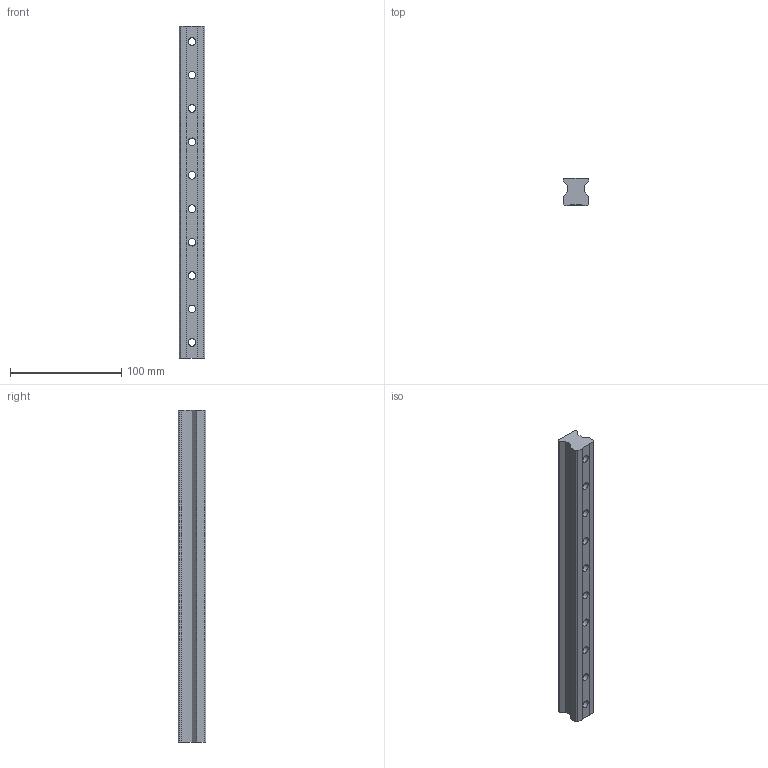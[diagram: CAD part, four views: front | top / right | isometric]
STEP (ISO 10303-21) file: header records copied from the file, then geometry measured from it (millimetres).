
FILE_DESCRIPTION (( 'STEP AP214' ), '1' );
FILE_NAME ('CAD_RMG25LC_Skena_Rollco.STEP', '2022-06-23T09:03:34', ( '' ), ( '' ), 'SwSTEP 2.0', 'SolidWorks 2021', '' );
FILE_SCHEMA (( 'AUTOMOTIVE_DESIGN' ));
Length unit declared in the file: millimetre
Products named in the file (2): CAD_RMG25LC_Skena_Rollco; Monoguida 25 clienti.stp
Assembly tree (1 placements, depth 2):
  CAD_RMG25LC_Skena_Rollco
    Monoguida 25 clienti.stp
Bounding box: 23 x 24.5 x 298 mm (x, y, z)
Volume: 127157.4 mm3; surface area: 36584.1 mm2
Topology: 1 solids, 1 shells, 72 faces, 180 edges, 120 vertices
Faces by surface type: bspline 50, plane 22
Entity records: 2770 total; most frequent: CARTESIAN_POINT 1126, ORIENTED_EDGE 360, DIRECTION 272, EDGE_CURVE 180, VERTEX_POINT 120, AXIS2_PLACEMENT_3D 106, EDGE_LOOP 102, CIRCLE 80
